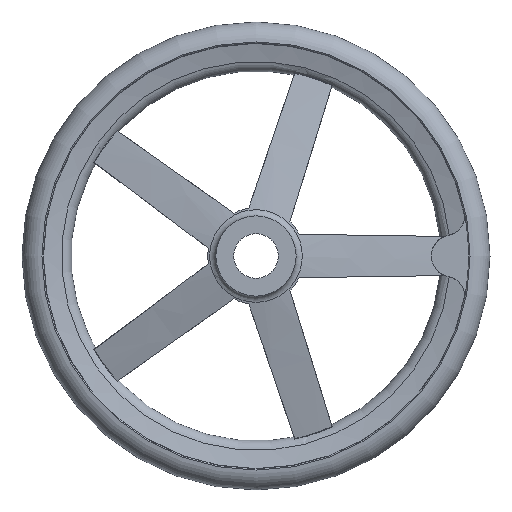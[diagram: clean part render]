
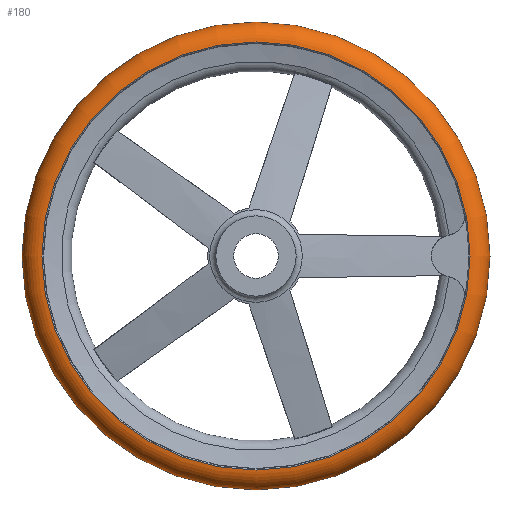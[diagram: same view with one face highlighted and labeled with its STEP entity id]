
A CAD part, front view. The second image highlights one B-rep face of the part: STEP entity #180.
In plain terms, the highlighted toroidal (fillet/blend) face has major radius 143.5 mm and minor radius 14 mm.
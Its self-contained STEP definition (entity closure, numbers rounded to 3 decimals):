
#180 = ADVANCED_FACE( '', ( #374, #375, #376 ), #377, .T. );
#374 = FACE_BOUND( '', #564, .T. );
#375 = FACE_OUTER_BOUND( '', #565, .T. );
#376 = FACE_OUTER_BOUND( '', #566, .T. );
#377 = TOROIDAL_SURFACE( '', #567, 143.5, 14. );
#564 = VERTEX_LOOP( '', #1065 );
#565 = EDGE_LOOP( '', ( #1066 ) );
#566 = EDGE_LOOP( '', ( #1067 ) );
#567 = AXIS2_PLACEMENT_3D( '', #1068, #1069, #1070 );
#1065 = VERTEX_POINT( '', #1283 );
#1066 = ORIENTED_EDGE( '', *, *, #1110, .T. );
#1067 = ORIENTED_EDGE( '', *, *, #1156, .F. );
#1068 = CARTESIAN_POINT( '', ( 0., 42., 0. ) );
#1069 = DIRECTION( '', ( 0., -1., 0. ) );
#1070 = DIRECTION( '', ( 0., 0., -1. ) );
#1110 = EDGE_CURVE( '', #1330, #1330, #1331, .T. );
#1156 = EDGE_CURVE( '', #1410, #1410, #1411, .T. );
#1283 = CARTESIAN_POINT( '', ( 0., 42., -157.5 ) );
#1330 = VERTEX_POINT( '', #1708 );
#1331 = CIRCLE( '', #1709, 144.083 );
#1410 = VERTEX_POINT( '', #1992 );
#1411 = CIRCLE( '', #1993, 144.083 );
#1708 = CARTESIAN_POINT( '', ( 0., 55.988, -144.083 ) );
#1709 = AXIS2_PLACEMENT_3D( '', #2634, #2635, #2636 );
#1992 = CARTESIAN_POINT( '', ( 0., 28.012, -144.083 ) );
#1993 = AXIS2_PLACEMENT_3D( '', #2681, #2682, #2683 );
#2634 = CARTESIAN_POINT( '', ( 0., 55.988, 0. ) );
#2635 = DIRECTION( '', ( 0., -1., 0. ) );
#2636 = DIRECTION( '', ( 0., 0., -1. ) );
#2681 = CARTESIAN_POINT( '', ( 0., 28.012, 0. ) );
#2682 = DIRECTION( '', ( 0., -1., 0. ) );
#2683 = DIRECTION( '', ( 0., 0., -1. ) );
